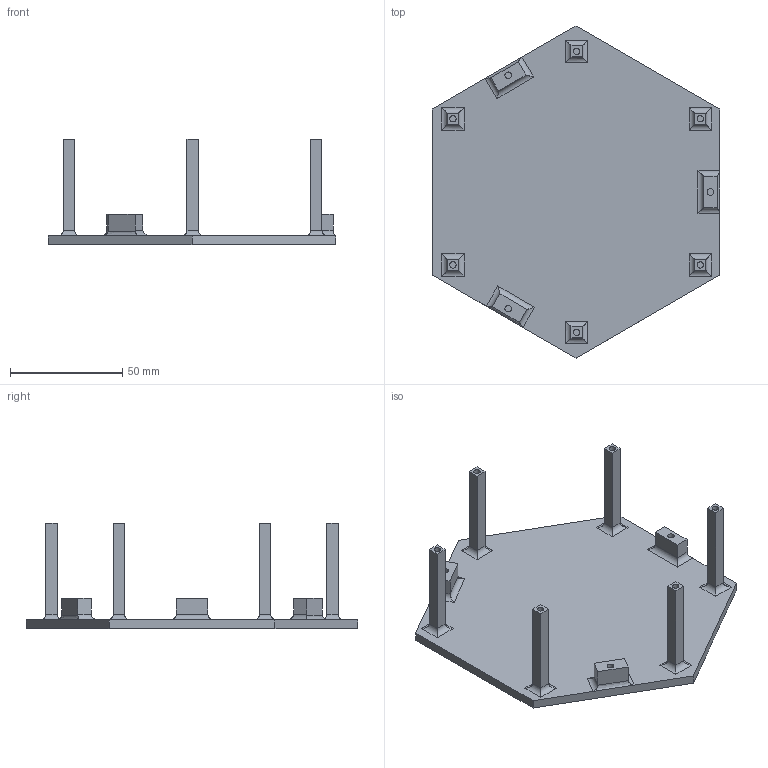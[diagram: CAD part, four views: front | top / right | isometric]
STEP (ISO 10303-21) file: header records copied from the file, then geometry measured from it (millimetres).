
FILE_DESCRIPTION(/* description */ (''),/* implementation_level */ '2;1');
FILE_NAME(/* name */ 'Lower Cage.step',/* time_stamp */ '2025-03-30T12:10:59+02:00',/* author */ (''),/* organization */ (''),/* preprocessor_version */ 'ST-DEVELOPER v20.1',/* originating_system */ 'Autodesk Translation Framework v14.4.0.0',/* authorisation */ '');
FILE_SCHEMA (('AUTOMOTIVE_DESIGN { 1 0 10303 214 3 1 1 }'));
Length unit declared in the file: centimetre
Products named in the file (1): Lower Cage
Bounding box: 127.87 x 147.65 x 47 mm (x, y, z)
Volume: 64227 mm3; surface area: 38768.5 mm2
Topology: 1 solids, 1 shells, 107 faces, 234 edges, 144 vertices
Faces by surface type: plane 62, cylinder 43, bspline 2
Full cylindrical faces by diameter (mm): 2.839 x6, 2.894 x1, 2.895 x2
Entity records: 3012 total; most frequent: CARTESIAN_POINT 624, DIRECTION 492, ORIENTED_EDGE 468, EDGE_CURVE 234, LINE 172, VECTOR 172, AXIS2_PLACEMENT_3D 160, VERTEX_POINT 144
